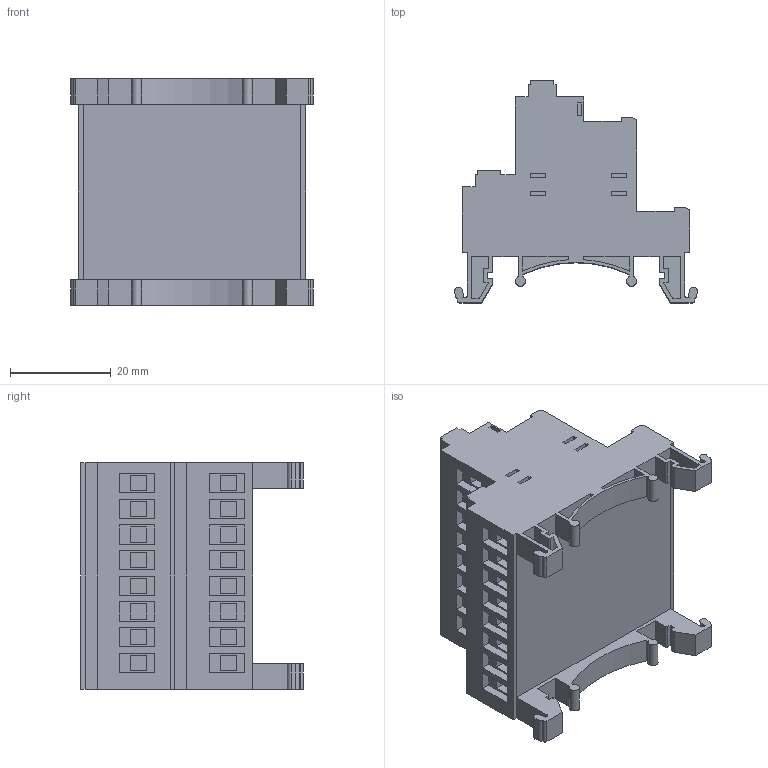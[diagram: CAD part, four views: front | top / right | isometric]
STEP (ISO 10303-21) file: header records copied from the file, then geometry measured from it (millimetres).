
FILE_DESCRIPTION (( 'STEP AP203' ), '1' );
FILE_NAME ('SOKETLI BASKILI DEVRE KLEMENSI - 5,08 RAY TIPI KATLI SOKET KLEMENS 8 LI.STEP', '2018-09-19T08:21:59', ( 'user' ), ( '' ), 'SwSTEP 2.0', 'SolidWorks 2016', '' );
FILE_SCHEMA (( 'CONFIG_CONTROL_DESIGN' ));
Length unit declared in the file: millimetre
Products named in the file (1): SOKETLI BASKILI DEVRE KLEMENSI - 5,08  RAY TIPI KATLI SOKET KLEMENS 8 LI
Bounding box: 48.13 x 44 x 44.84 mm (x, y, z)
Volume: 38744.2 mm3; surface area: 15326.1 mm2
Topology: 1 solids, 1 shells, 712 faces, 1902 edges, 1268 vertices
Faces by surface type: plane 608, cylinder 104
Entity records: 22071 total; most frequent: CARTESIAN_POINT 3883, ORIENTED_EDGE 3804, DIRECTION 3600, EDGE_CURVE 1902, LINE 1630, VECTOR 1630, VERTEX_POINT 1268, AXIS2_PLACEMENT_3D 985
